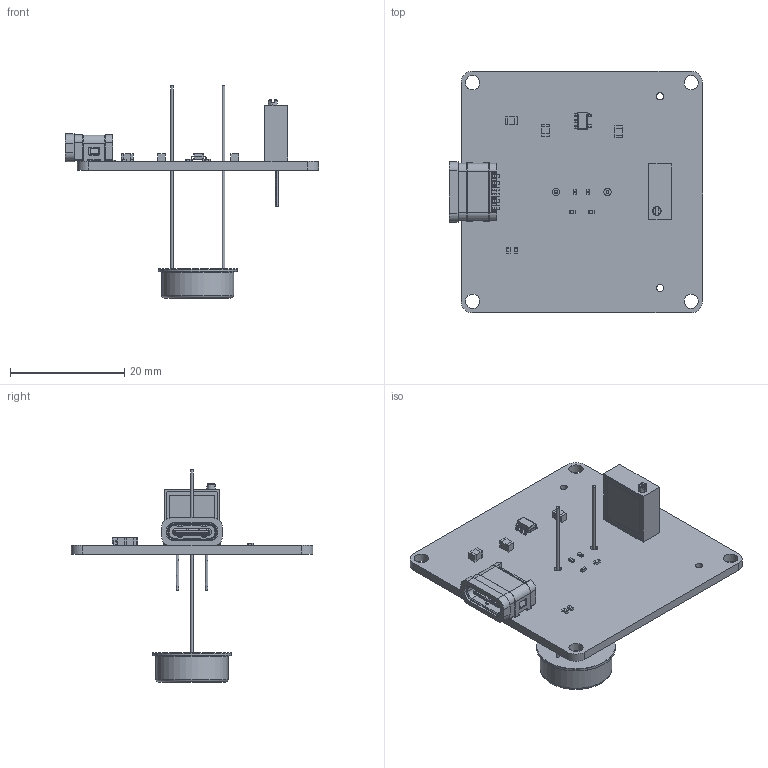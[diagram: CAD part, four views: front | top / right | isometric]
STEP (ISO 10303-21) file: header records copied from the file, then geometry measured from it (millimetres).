
FILE_DESCRIPTION(('Open CASCADE Model'),'2;1');
FILE_NAME('Open CASCADE Shape Model','2024-02-22T15:51:53',('Author'),( 'Open CASCADE'),'Open CASCADE STEP processor 7.5','Open CASCADE 7.5' ,'Unknown');
FILE_SCHEMA(('AUTOMOTIVE_DESIGN { 1 0 10303 214 1 1 1 1 }'));
Length unit declared in the file: millimetre
Products named in the file (41): PCB; Board; Open CASCADE STEP translator 7.5 1.1.1; J1; 2171760001; Open CASCADE STEP translator 7.5 1.2.1.1; Open CASCADE STEP translator 7.5 1.2.1.2; R4; 6296979808; Extruded; 6296980848; R2; 6296980688; R1; R3; LED2; 6269802720; LED1; C1; 6296980208; 6296980048; PR1; 3290W001; 3290W; VR1; 6038287664; Body; Open CASCADE STEP translator 7.5 66.1.1; Leader; PhR1; PGM1201-MP_RGB8421504; C3; 6296979088; 6296978848; C2
Assembly tree (59 placements, depth 5):
  PCB
    Board
      Open CASCADE STEP translator 7.5 1.1.1
    J1
      2171760001
        Open CASCADE STEP translator 7.5 1.2.1.1
        Open CASCADE STEP translator 7.5 1.2.1.2
    R4
      6296979808  x2
        Extruded
      6296980848
        Extruded
    R2
      6296980848
        Extruded
      6296980688  x2
        Extruded
    R1
      6296980848
        Extruded
      6296980688  x2
        Extruded
    R3
      6296979808  x2
        Extruded
      6296980848
        Extruded
    LED2
      6269802720
    LED1
      6269802720
    C1
      6296980208
        Extruded
      6296980048  x2
        Extruded
    PR1
      3290W001
        3290W
    VR1
      6038287664
        Body
          Open CASCADE STEP translator 7.5 66.1.1
        Leader  x5
    PhR1
      PGM1201-MP_RGB8421504
    C3
      6296979088  x2
        Extruded
      6296978848
        Extruded
    C2
      6296978848
        Extruded
      6296979088  x2
        Extruded
Bounding box: 44.28 x 42.26 x 37.1 mm (x, y, z)
Volume: 3385.8 mm3; surface area: 5683.4 mm2
Topology: 35 solids, 70 shells, 1389 faces, 3555 edges, 2374 vertices
Faces by surface type: plane 1013, cylinder 288, bspline 56, cone 20, sphere 8, torus 4
Full cylindrical faces by diameter (mm): 0.5 x2, 0.8 x3, 0.95 x2, 1.27 x4, 2.5 x4, 12.6 x1, 13.8 x1
Entity records: 38685 total; most frequent: CARTESIAN_POINT 8280, ORIENTED_EDGE 6097, DIRECTION 5965, EDGE_CURVE 3049, LINE 2443, VECTOR 2443, VERTEX_POINT 1986, AXIS2_PLACEMENT_3D 1761
